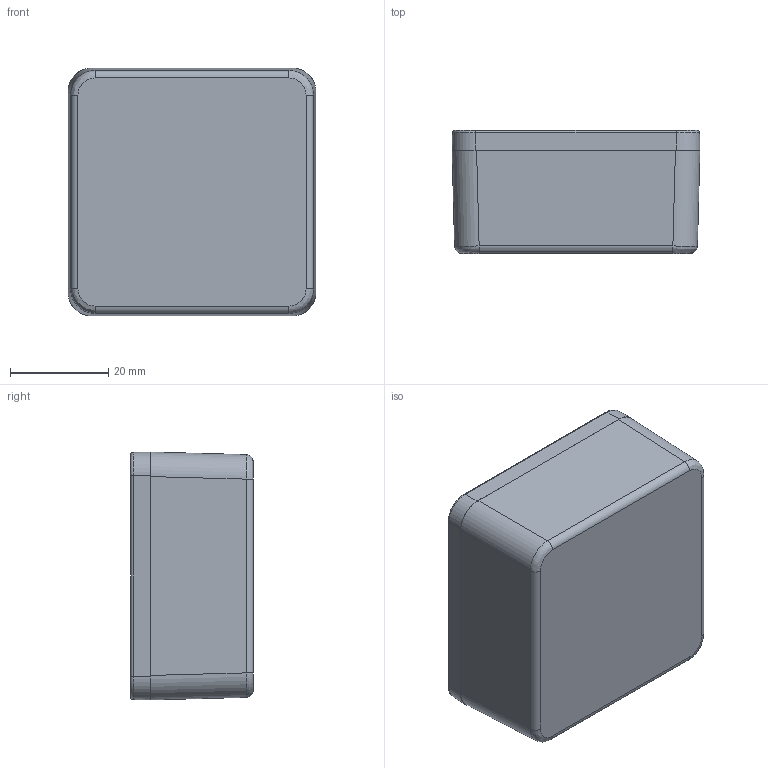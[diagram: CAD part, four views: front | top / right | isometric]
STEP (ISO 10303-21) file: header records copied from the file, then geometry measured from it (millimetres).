
FILE_DESCRIPTION(/* description */ (''),/* implementation_level */ '2;1');
FILE_NAME(/* name */ '1590LLB.iam.stp',/* time_stamp */ '2014-07-28T13:49:31-04:00',/* author */ ('Noel Jull'),/* organization */ (''),/* preprocessor_version */ 'ST-DEVELOPER v15.2',/* originating_system */ 'Autodesk Inventor 2014',/* authorisation */ '');
FILE_SCHEMA (('AUTOMOTIVE_DESIGN { 1 0 10303 214 3 1 1 }'));
Products named in the file (4): 1590LLB Box; 1590LB-LLB Lid; #12019; 1590LLB
Bounding box: 50.5 x 25 x 50.5 mm (x, y, z)
Volume: 21463.4 mm3; surface area: 20121 mm2
Topology: 6 solids, 6 shells, 454 faces, 1159 edges, 746 vertices
Faces by surface type: plane 244, bspline 74, cylinder 60, cone 52, torus 16, sphere 8
Full cylindrical faces by diameter (mm): 2.642 x4, 3.378 x4, 3.9 x8
Entity records: 12016 total; most frequent: CARTESIAN_POINT 3224, ORIENTED_EDGE 1860, DIRECTION 1635, EDGE_CURVE 930, VERTEX_POINT 609, LINE 575, VECTOR 575, AXIS2_PLACEMENT_3D 530
